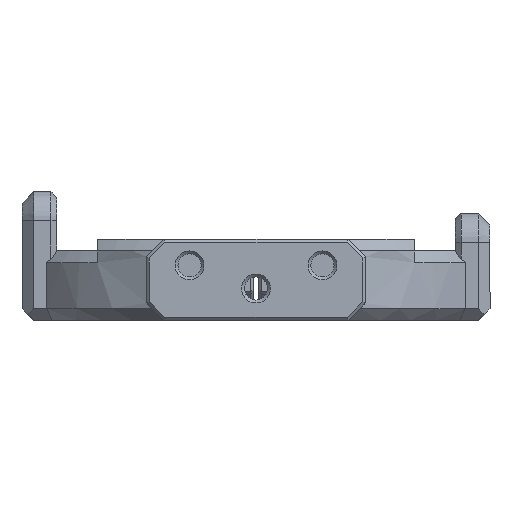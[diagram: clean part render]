
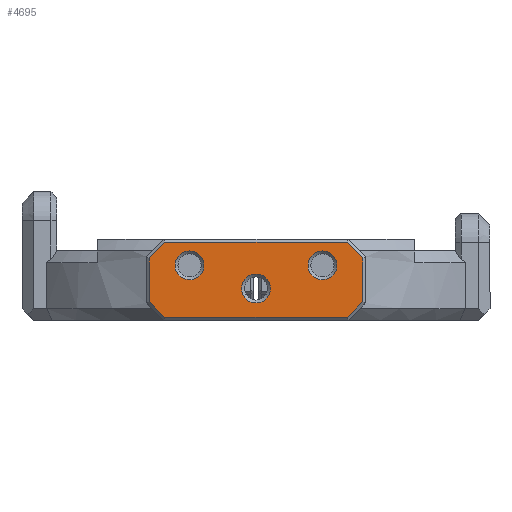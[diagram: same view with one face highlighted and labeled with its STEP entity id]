
A CAD part, front view. The second image highlights one B-rep face of the part: STEP entity #4695.
In plain terms, the highlighted planar face has unit normal (0, -1, 0).
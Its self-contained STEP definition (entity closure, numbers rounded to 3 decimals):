
#353=CIRCLE('',#5064,2.5);
#354=CIRCLE('',#5065,2.5);
#355=CIRCLE('',#5066,2.5);
#964=ORIENTED_EDGE('',*,*,#2135,.T.);
#965=ORIENTED_EDGE('',*,*,#2136,.T.);
#966=ORIENTED_EDGE('',*,*,#2137,.T.);
#967=ORIENTED_EDGE('',*,*,#2138,.T.);
#968=ORIENTED_EDGE('',*,*,#2139,.T.);
#969=ORIENTED_EDGE('',*,*,#2140,.T.);
#970=ORIENTED_EDGE('',*,*,#2141,.T.);
#971=ORIENTED_EDGE('',*,*,#2142,.T.);
#972=ORIENTED_EDGE('',*,*,#2143,.T.);
#973=ORIENTED_EDGE('',*,*,#2144,.T.);
#974=ORIENTED_EDGE('',*,*,#2145,.T.);
#2135=EDGE_CURVE('',#2731,#2731,#353,.T.);
#2136=EDGE_CURVE('',#2732,#2732,#354,.T.);
#2137=EDGE_CURVE('',#2733,#2733,#355,.T.);
#2138=EDGE_CURVE('',#2734,#2735,#3143,.T.);
#2139=EDGE_CURVE('',#2735,#2736,#3144,.T.);
#2140=EDGE_CURVE('',#2736,#2737,#3145,.F.);
#2141=EDGE_CURVE('',#2737,#2738,#3146,.T.);
#2142=EDGE_CURVE('',#2738,#2739,#3147,.T.);
#2143=EDGE_CURVE('',#2739,#2740,#3148,.T.);
#2144=EDGE_CURVE('',#2740,#2741,#3149,.F.);
#2145=EDGE_CURVE('',#2741,#2734,#3150,.T.);
#2731=VERTEX_POINT('',#7462);
#2732=VERTEX_POINT('',#7464);
#2733=VERTEX_POINT('',#7466);
#2734=VERTEX_POINT('',#7468);
#2735=VERTEX_POINT('',#7469);
#2736=VERTEX_POINT('',#7471);
#2737=VERTEX_POINT('',#7473);
#2738=VERTEX_POINT('',#7475);
#2739=VERTEX_POINT('',#7477);
#2740=VERTEX_POINT('',#7479);
#2741=VERTEX_POINT('',#7481);
#3143=LINE('',#7467,#3544);
#3144=LINE('',#7470,#3545);
#3145=LINE('',#7472,#3546);
#3146=LINE('',#7474,#3547);
#3147=LINE('',#7476,#3548);
#3148=LINE('',#7478,#3549);
#3149=LINE('',#7480,#3550);
#3150=LINE('',#7482,#3551);
#3544=VECTOR('',#5848,1000.);
#3545=VECTOR('',#5849,1000.);
#3546=VECTOR('',#5850,1000.);
#3547=VECTOR('',#5851,1000.);
#3548=VECTOR('',#5852,1000.);
#3549=VECTOR('',#5853,1000.);
#3550=VECTOR('',#5854,1000.);
#3551=VECTOR('',#5855,1000.);
#3880=EDGE_LOOP('',(#964));
#3881=EDGE_LOOP('',(#965));
#3882=EDGE_LOOP('',(#966));
#3883=EDGE_LOOP('',(#967,#968,#969,#970,#971,#972,#973,#974));
#4204=FACE_BOUND('',#3880,.T.);
#4205=FACE_BOUND('',#3881,.T.);
#4206=FACE_BOUND('',#3882,.T.);
#4207=FACE_BOUND('',#3883,.T.);
#4485=PLANE('',#5063);
#4695=ADVANCED_FACE('',(#4204,#4205,#4206,#4207),#4485,.F.);
#5063=AXIS2_PLACEMENT_3D('',#7460,#5840,#5841);
#5064=AXIS2_PLACEMENT_3D('',#7461,#5842,#5843);
#5065=AXIS2_PLACEMENT_3D('',#7463,#5844,#5845);
#5066=AXIS2_PLACEMENT_3D('',#7465,#5846,#5847);
#5840=DIRECTION('',(0.,1.,0.));
#5841=DIRECTION('',(-1.,0.,0.));
#5842=DIRECTION('',(0.,1.,0.));
#5843=DIRECTION('',(-1.,0.,0.));
#5844=DIRECTION('',(0.,1.,0.));
#5845=DIRECTION('',(-1.,0.,0.));
#5846=DIRECTION('',(0.,1.,0.));
#5847=DIRECTION('',(-1.,0.,0.));
#5848=DIRECTION('',(1.,0.,0.));
#5849=DIRECTION('',(0.707,0.,0.707));
#5850=DIRECTION('',(0.,0.,-1.));
#5851=DIRECTION('',(-0.707,0.,0.707));
#5852=DIRECTION('',(-1.,0.,0.));
#5853=DIRECTION('',(-0.707,0.,-0.707));
#5854=DIRECTION('',(0.,0.,1.));
#5855=DIRECTION('',(0.707,0.,-0.707));
#7460=CARTESIAN_POINT('',(0.,-48.875,-8.396));
#7461=CARTESIAN_POINT('',(-11.5,-48.875,-14.402));
#7462=CARTESIAN_POINT('',(-14.,-48.875,-14.402));
#7463=CARTESIAN_POINT('',(0.,-48.875,-18.401));
#7464=CARTESIAN_POINT('',(-2.5,-48.875,-18.401));
#7465=CARTESIAN_POINT('',(11.5,-48.875,-14.402));
#7466=CARTESIAN_POINT('',(9.,-48.875,-14.402));
#7467=CARTESIAN_POINT('',(0.,-48.875,-23.4));
#7468=CARTESIAN_POINT('',(-15.793,-48.875,-23.4));
#7469=CARTESIAN_POINT('',(15.793,-48.875,-23.4));
#7470=CARTESIAN_POINT('',(15.399,-48.875,-23.794));
#7471=CARTESIAN_POINT('',(18.5,-48.875,-20.693));
#7472=CARTESIAN_POINT('',(18.5,-48.875,-8.396));
#7473=CARTESIAN_POINT('',(18.5,-48.875,-13.109));
#7474=CARTESIAN_POINT('',(6.893,-48.875,-1.502));
#7475=CARTESIAN_POINT('',(15.793,-48.875,-10.402));
#7476=CARTESIAN_POINT('',(0.,-48.875,-10.402));
#7477=CARTESIAN_POINT('',(-15.793,-48.875,-10.402));
#7478=CARTESIAN_POINT('',(-6.893,-48.875,-1.502));
#7479=CARTESIAN_POINT('',(-18.5,-48.875,-13.109));
#7480=CARTESIAN_POINT('',(-18.5,-48.875,-8.396));
#7481=CARTESIAN_POINT('',(-18.5,-48.875,-20.693));
#7482=CARTESIAN_POINT('',(-15.399,-48.875,-23.794));
